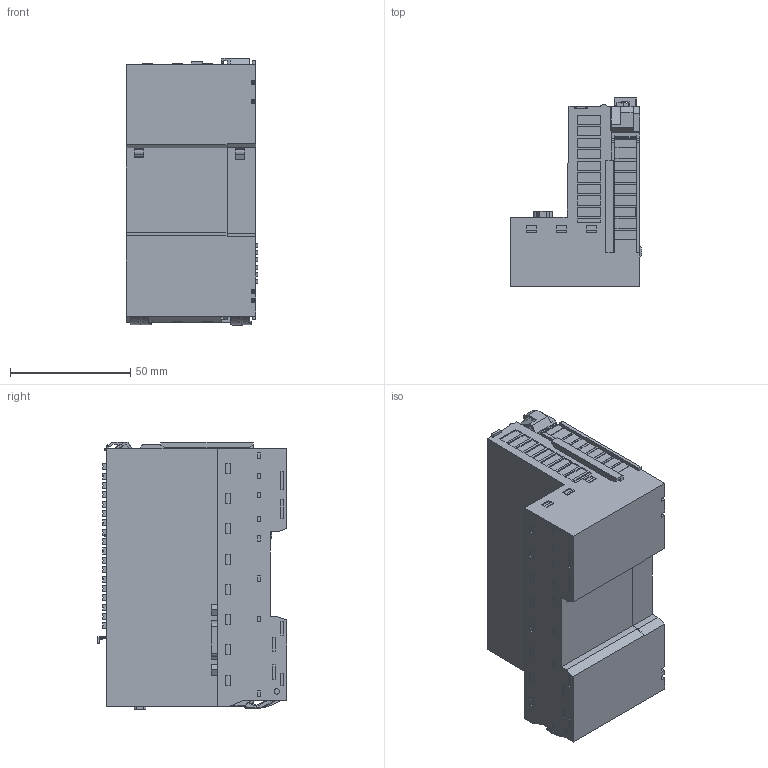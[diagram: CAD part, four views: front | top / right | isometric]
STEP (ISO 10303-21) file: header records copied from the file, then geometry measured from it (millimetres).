
FILE_DESCRIPTION((''),'2;1');
FILE_NAME('SALES_M_MS_MODULE_PROFI','2021-04-08T',('seo'),(''),'CREO PARAMETRIC BY PTC INC, 2016130','CREO PARAMETRIC BY PTC INC, 2016130','');
FILE_SCHEMA(('CONFIG_CONTROL_DESIGN'));
Products named in the file (1): SALES_M_MS_MODULE_PROFI
Bounding box: 54.84 x 79 x 111.45 mm (x, y, z)
Volume: 296189 mm3; surface area: 48422.1 mm2
Topology: 1 solids, 21 shells, 2266 faces, 5983 edges, 3925 vertices
Faces by surface type: plane 1855, cylinder 191, extrusion 130, bspline 36, cone 24, torus 18, sphere 12
Entity records: 72248 total; most frequent: CARTESIAN_POINT 16506, ORIENTED_EDGE 11966, DIRECTION 10434, EDGE_CURVE 5983, VECTOR 5254, LINE 5124, VERTEX_POINT 3925, AXIS2_PLACEMENT_3D 2590
